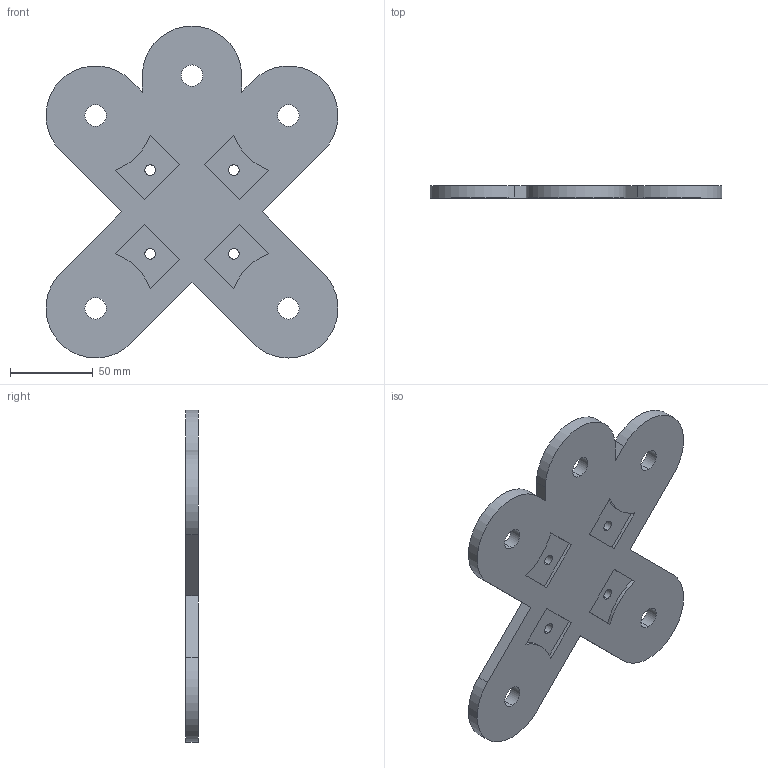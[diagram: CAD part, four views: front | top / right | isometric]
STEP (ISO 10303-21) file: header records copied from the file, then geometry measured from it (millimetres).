
FILE_DESCRIPTION (( 'STEP AP214' ), '1' );
FILE_NAME ('Plaque_Bas.STEP', '2019-02-20T22:15:52', ( '' ), ( '' ), 'SwSTEP 2.0', 'SolidWorks 2018', '' );
FILE_SCHEMA (( 'AUTOMOTIVE_DESIGN' ));
Length unit declared in the file: millimetre
Products named in the file (1): Plaque_Bas
Bounding box: 176.47 x 7.5 x 200.71 mm (x, y, z)
Volume: 174470.2 mm3; surface area: 56971.3 mm2
Topology: 1 solids, 1 shells, 57 faces, 153 edges, 102 vertices
Faces by surface type: cylinder 29, plane 28
Entity records: 1875 total; most frequent: DIRECTION 327, CARTESIAN_POINT 313, ORIENTED_EDGE 306, EDGE_CURVE 153, AXIS2_PLACEMENT_3D 116, VERTEX_POINT 102, VECTOR 95, LINE 95
